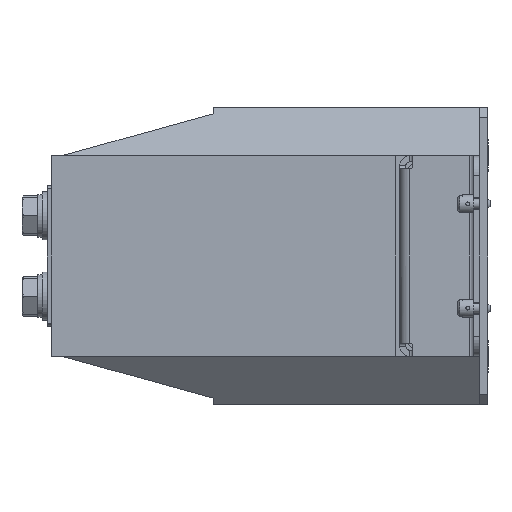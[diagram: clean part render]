
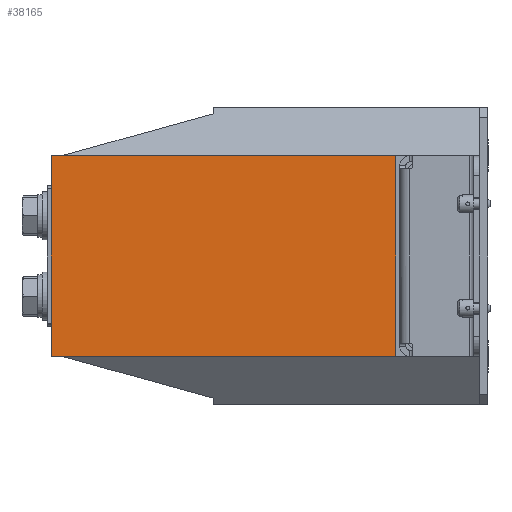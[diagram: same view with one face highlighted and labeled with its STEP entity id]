
A CAD part, left-side view. The second image highlights one B-rep face of the part: STEP entity #38165.
In plain terms, the highlighted planar face has unit normal (-1, 0, 0).
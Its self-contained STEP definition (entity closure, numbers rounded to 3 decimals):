
#225 = VECTOR ( 'NONE', #32231, 1000. ) ;
#1163 = CARTESIAN_POINT ( 'NONE',  ( -197.5, 214., 50. ) ) ;
#1438 = CARTESIAN_POINT ( 'NONE',  ( -197.5, 214., 50. ) ) ;
#2303 = EDGE_CURVE ( 'NONE', #22912, #35106, #25705, .T. ) ;
#3159 = EDGE_CURVE ( 'NONE', #35106, #19281, #21890, .T. ) ;
#4976 = ORIENTED_EDGE ( 'NONE', *, *, #34091, .F. ) ;
#5221 = VECTOR ( 'NONE', #16279, 1000. ) ;
#5874 = VECTOR ( 'NONE', #18305, 1000. ) ;
#5878 = CARTESIAN_POINT ( 'NONE',  ( -197.5, 42., 50. ) ) ;
#7065 = DIRECTION ( 'NONE',  ( 1., 0., 0. ) ) ;
#9106 = EDGE_LOOP ( 'NONE', ( #27785, #35949, #17050, #4976 ) ) ;
#9484 = FACE_OUTER_BOUND ( 'NONE', #9106, .T. ) ;
#11944 = VERTEX_POINT ( 'NONE', #1438 ) ;
#15304 = CARTESIAN_POINT ( 'NONE',  ( -197.5, 214., -50. ) ) ;
#16279 = DIRECTION ( 'NONE',  ( 0., -1., 0. ) ) ;
#16321 = CARTESIAN_POINT ( 'NONE',  ( -197.5, 0., 0. ) ) ;
#16948 = AXIS2_PLACEMENT_3D ( 'NONE', #16321, #7065, #22333 ) ;
#17050 = ORIENTED_EDGE ( 'NONE', *, *, #38642, .F. ) ;
#17734 = VECTOR ( 'NONE', #21050, 1000. ) ;
#18113 = CARTESIAN_POINT ( 'NONE',  ( -197.5, 42., -50. ) ) ;
#18305 = DIRECTION ( 'NONE',  ( 0., 1., 0. ) ) ;
#19281 = VERTEX_POINT ( 'NONE', #37889 ) ;
#19301 = PLANE ( 'NONE',  #16948 ) ;
#21050 = DIRECTION ( 'NONE',  ( 0., 0., -1. ) ) ;
#21890 = LINE ( 'NONE', #15304, #5874 ) ;
#22333 = DIRECTION ( 'NONE',  ( 0., 0., -1. ) ) ;
#22912 = VERTEX_POINT ( 'NONE', #5878 ) ;
#25705 = LINE ( 'NONE', #39052, #17734 ) ;
#27785 = ORIENTED_EDGE ( 'NONE', *, *, #3159, .F. ) ;
#29261 = CARTESIAN_POINT ( 'NONE',  ( -197.5, 214., -50. ) ) ;
#30189 = LINE ( 'NONE', #1163, #5221 ) ;
#32231 = DIRECTION ( 'NONE',  ( 0., 0., 1. ) ) ;
#33233 = LINE ( 'NONE', #29261, #225 ) ;
#34091 = EDGE_CURVE ( 'NONE', #19281, #11944, #33233, .T. ) ;
#35106 = VERTEX_POINT ( 'NONE', #18113 ) ;
#35949 = ORIENTED_EDGE ( 'NONE', *, *, #2303, .F. ) ;
#37889 = CARTESIAN_POINT ( 'NONE',  ( -197.5, 214., -50. ) ) ;
#38165 = ADVANCED_FACE ( 'NONE', ( #9484 ), #19301, .F. ) ;
#38642 = EDGE_CURVE ( 'NONE', #11944, #22912, #30189, .T. ) ;
#39052 = CARTESIAN_POINT ( 'NONE',  ( -197.5, 42., -50. ) ) ;
